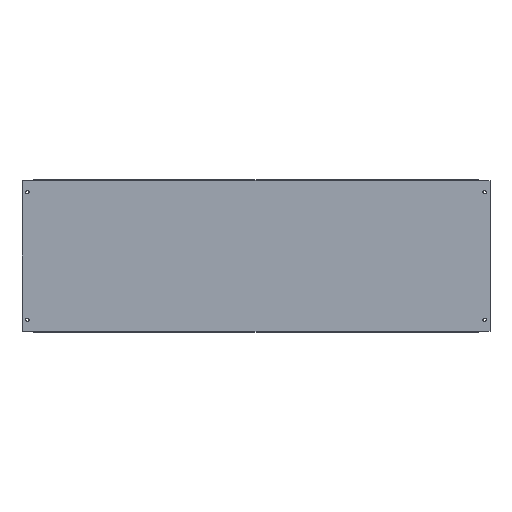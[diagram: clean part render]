
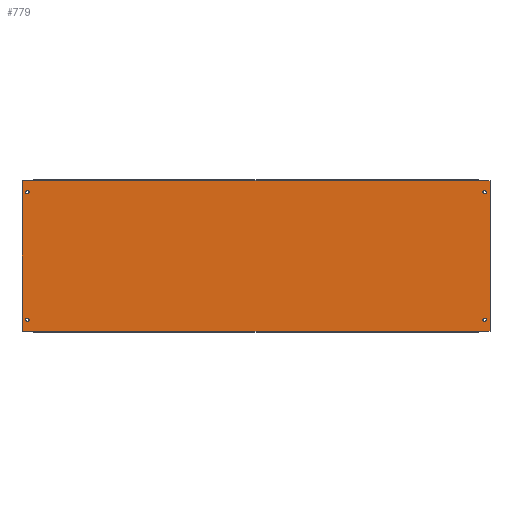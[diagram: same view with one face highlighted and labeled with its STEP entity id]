
A CAD part, top view. The second image highlights one B-rep face of the part: STEP entity #779.
In plain terms, the highlighted planar face has unit normal (0, 0, 1).
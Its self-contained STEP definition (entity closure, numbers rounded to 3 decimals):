
#35 = EDGE_CURVE ( 'NONE', #116, #516, #73, .T. ) ;
#38 = CARTESIAN_POINT ( 'NONE',  ( 903.15, 22.5, 0. ) ) ;
#43 = CARTESIAN_POINT ( 'NONE',  ( 917., 295., 0. ) ) ;
#50 = DIRECTION ( 'NONE',  ( 0., 1., 0. ) ) ;
#69 = LINE ( 'NONE', #872, #409 ) ;
#71 = CARTESIAN_POINT ( 'NONE',  ( 23.5, 295., 0. ) ) ;
#73 = LINE ( 'NONE', #192, #621 ) ;
#84 = EDGE_CURVE ( 'NONE', #886, #886, #350, .T. ) ;
#90 = CIRCLE ( 'NONE', #631, 3.25 ) ;
#92 = ORIENTED_EDGE ( 'NONE', *, *, #593, .T. ) ;
#100 = DIRECTION ( 'NONE',  ( 1., 0., 0. ) ) ;
#102 = CARTESIAN_POINT ( 'NONE',  ( 0., 0., 0. ) ) ;
#107 = CARTESIAN_POINT ( 'NONE',  ( 0., 0., 0. ) ) ;
#116 = VERTEX_POINT ( 'NONE', #611 ) ;
#130 = DIRECTION ( 'NONE',  ( 1., 0., 0. ) ) ;
#164 = CARTESIAN_POINT ( 'NONE',  ( 0., 295., 0. ) ) ;
#180 = FACE_BOUND ( 'NONE', #336, .T. ) ;
#192 = CARTESIAN_POINT ( 'NONE',  ( 917., 0., 0. ) ) ;
#195 = VECTOR ( 'NONE', #130, 1000. ) ;
#212 = ORIENTED_EDGE ( 'NONE', *, *, #541, .F. ) ;
#217 = AXIS2_PLACEMENT_3D ( 'NONE', #268, #308, #846 ) ;
#223 = CARTESIAN_POINT ( 'NONE',  ( 7.35, 272.5, 0. ) ) ;
#224 = ORIENTED_EDGE ( 'NONE', *, *, #248, .T. ) ;
#241 = CARTESIAN_POINT ( 'NONE',  ( 7.35, 22.5, 0. ) ) ;
#248 = EDGE_CURVE ( 'NONE', #457, #116, #403, .T. ) ;
#257 = ORIENTED_EDGE ( 'NONE', *, *, #373, .T. ) ;
#261 = CARTESIAN_POINT ( 'NONE',  ( 0., 0., 0. ) ) ;
#268 = CARTESIAN_POINT ( 'NONE',  ( 906.4, 272.5, 0. ) ) ;
#269 = CARTESIAN_POINT ( 'NONE',  ( 903.15, 272.5, 0. ) ) ;
#277 = EDGE_LOOP ( 'NONE', ( #92 ) ) ;
#287 = EDGE_CURVE ( 'NONE', #310, #869, #743, .T. ) ;
#298 = EDGE_CURVE ( 'NONE', #520, #520, #586, .T. ) ;
#301 = DIRECTION ( 'NONE',  ( 1., 0., 0. ) ) ;
#308 = DIRECTION ( 'NONE',  ( 0., 0., -1. ) ) ;
#310 = VERTEX_POINT ( 'NONE', #164 ) ;
#314 = EDGE_CURVE ( 'NONE', #339, #339, #602, .T. ) ;
#315 = LINE ( 'NONE', #71, #518 ) ;
#317 = ORIENTED_EDGE ( 'NONE', *, *, #634, .T. ) ;
#336 = EDGE_LOOP ( 'NONE', ( #639 ) ) ;
#339 = VERTEX_POINT ( 'NONE', #38 ) ;
#350 = CIRCLE ( 'NONE', #839, 3.25 ) ;
#351 = CARTESIAN_POINT ( 'NONE',  ( 0., 0., 0. ) ) ;
#356 = AXIS2_PLACEMENT_3D ( 'NONE', #766, #685, #709 ) ;
#357 = CARTESIAN_POINT ( 'NONE',  ( 23.5, 295., 0. ) ) ;
#360 = CARTESIAN_POINT ( 'NONE',  ( 893.5, 0., 0. ) ) ;
#363 = FACE_BOUND ( 'NONE', #277, .T. ) ;
#373 = EDGE_CURVE ( 'NONE', #516, #758, #584, .T. ) ;
#397 = VERTEX_POINT ( 'NONE', #357 ) ;
#403 = LINE ( 'NONE', #102, #764 ) ;
#409 = VECTOR ( 'NONE', #875, 1000. ) ;
#422 = EDGE_CURVE ( 'NONE', #869, #799, #564, .T. ) ;
#428 = CARTESIAN_POINT ( 'NONE',  ( 23.5, 0., 0. ) ) ;
#457 = VERTEX_POINT ( 'NONE', #360 ) ;
#465 = VECTOR ( 'NONE', #479, 1000. ) ;
#467 = DIRECTION ( 'NONE',  ( -1., 0., 0. ) ) ;
#475 = ORIENTED_EDGE ( 'NONE', *, *, #765, .F. ) ;
#476 = ORIENTED_EDGE ( 'NONE', *, *, #84, .T. ) ;
#479 = DIRECTION ( 'NONE',  ( 0., -1., 0. ) ) ;
#505 = DIRECTION ( 'NONE',  ( 0., 0., -1. ) ) ;
#506 = ORIENTED_EDGE ( 'NONE', *, *, #287, .T. ) ;
#511 = PLANE ( 'NONE',  #818 ) ;
#516 = VERTEX_POINT ( 'NONE', #43 ) ;
#518 = VECTOR ( 'NONE', #301, 1000. ) ;
#520 = VERTEX_POINT ( 'NONE', #269 ) ;
#541 = EDGE_CURVE ( 'NONE', #397, #758, #315, .T. ) ;
#548 = CARTESIAN_POINT ( 'NONE',  ( 10.6, 22.5, 0. ) ) ;
#551 = DIRECTION ( 'NONE',  ( 0., 0., -1. ) ) ;
#552 = FACE_BOUND ( 'NONE', #867, .T. ) ;
#564 = LINE ( 'NONE', #351, #195 ) ;
#574 = DIRECTION ( 'NONE',  ( -1., 0., 0. ) ) ;
#580 = CARTESIAN_POINT ( 'NONE',  ( 0., 295., 0. ) ) ;
#584 = LINE ( 'NONE', #580, #739 ) ;
#586 = CIRCLE ( 'NONE', #217, 3.25 ) ;
#592 = DIRECTION ( 'NONE',  ( -1., 0., 0. ) ) ;
#593 = EDGE_CURVE ( 'NONE', #868, #868, #90, .T. ) ;
#602 = CIRCLE ( 'NONE', #356, 3.25 ) ;
#607 = CARTESIAN_POINT ( 'NONE',  ( 893.5, 0., 0. ) ) ;
#610 = EDGE_LOOP ( 'NONE', ( #506, #638, #475, #224, #623, #257, #212, #317 ) ) ;
#611 = CARTESIAN_POINT ( 'NONE',  ( 917., 0., 0. ) ) ;
#621 = VECTOR ( 'NONE', #50, 1000. ) ;
#622 = CARTESIAN_POINT ( 'NONE',  ( 893.5, 295., 0. ) ) ;
#623 = ORIENTED_EDGE ( 'NONE', *, *, #35, .T. ) ;
#629 = LINE ( 'NONE', #607, #813 ) ;
#631 = AXIS2_PLACEMENT_3D ( 'NONE', #860, #858, #856 ) ;
#634 = EDGE_CURVE ( 'NONE', #397, #310, #69, .T. ) ;
#638 = ORIENTED_EDGE ( 'NONE', *, *, #422, .T. ) ;
#639 = ORIENTED_EDGE ( 'NONE', *, *, #314, .T. ) ;
#656 = ORIENTED_EDGE ( 'NONE', *, *, #298, .T. ) ;
#658 = CARTESIAN_POINT ( 'NONE',  ( 0., 0., 0. ) ) ;
#661 = DIRECTION ( 'NONE',  ( -1., 0., 0. ) ) ;
#685 = DIRECTION ( 'NONE',  ( 0., 0., -1. ) ) ;
#698 = FACE_OUTER_BOUND ( 'NONE', #610, .T. ) ;
#706 = EDGE_LOOP ( 'NONE', ( #476 ) ) ;
#709 = DIRECTION ( 'NONE',  ( -1., 0., 0. ) ) ;
#739 = VECTOR ( 'NONE', #574, 1000. ) ;
#743 = LINE ( 'NONE', #261, #465 ) ;
#758 = VERTEX_POINT ( 'NONE', #622 ) ;
#764 = VECTOR ( 'NONE', #100, 1000. ) ;
#765 = EDGE_CURVE ( 'NONE', #457, #799, #629, .T. ) ;
#766 = CARTESIAN_POINT ( 'NONE',  ( 906.4, 22.5, 0. ) ) ;
#779 = ADVANCED_FACE ( 'NONE', ( #552, #363, #892, #180, #698 ), #511, .F. ) ;
#799 = VERTEX_POINT ( 'NONE', #428 ) ;
#813 = VECTOR ( 'NONE', #592, 1000. ) ;
#818 = AXIS2_PLACEMENT_3D ( 'NONE', #658, #505, #467 ) ;
#839 = AXIS2_PLACEMENT_3D ( 'NONE', #548, #551, #661 ) ;
#846 = DIRECTION ( 'NONE',  ( -1., 0., 0. ) ) ;
#856 = DIRECTION ( 'NONE',  ( -1., 0., 0. ) ) ;
#858 = DIRECTION ( 'NONE',  ( 0., 0., -1. ) ) ;
#860 = CARTESIAN_POINT ( 'NONE',  ( 10.6, 272.5, 0. ) ) ;
#867 = EDGE_LOOP ( 'NONE', ( #656 ) ) ;
#868 = VERTEX_POINT ( 'NONE', #223 ) ;
#869 = VERTEX_POINT ( 'NONE', #107 ) ;
#872 = CARTESIAN_POINT ( 'NONE',  ( 0., 295., 0. ) ) ;
#875 = DIRECTION ( 'NONE',  ( -1., 0., 0. ) ) ;
#886 = VERTEX_POINT ( 'NONE', #241 ) ;
#892 = FACE_BOUND ( 'NONE', #706, .T. ) ;
